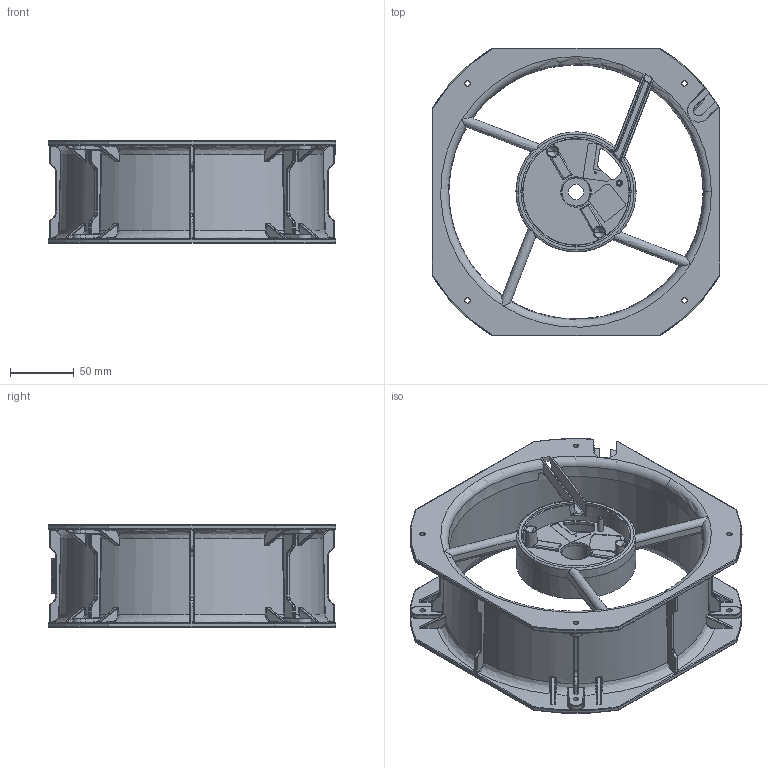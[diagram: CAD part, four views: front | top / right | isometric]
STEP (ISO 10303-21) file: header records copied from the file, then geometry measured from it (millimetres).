
FILE_DESCRIPTION (( 'STEP AP203' ), '1' );
FILE_NAME ('OD225AN_m0_frame.stp', '2023-07-25T14:27:16', ( '' ), ( '' ), 'SwSTEP 2.0', 'SolidWorks 2018', '' );
FILE_SCHEMA (( 'CONFIG_CONTROL_DESIGN' ));
Products named in the file (1): OD225AN_m0_frame
Bounding box: 225 x 225 x 80 mm (x, y, z)
Volume: 342469.8 mm3; surface area: 209342.5 mm2
Topology: 3 solids, 3 shells, 1425 faces, 3514 edges, 2049 vertices
Faces by surface type: bspline 1139, plane 265, torus 21
Entity records: 83598 total; most frequent: CARTESIAN_POINT 57662, ORIENTED_EDGE 6910, EDGE_CURVE 3455, DIRECTION 3407, VERTEX_POINT 2049, EDGE_LOOP 1472, ADVANCED_FACE 1425, FACE_OUTER_BOUND 1425
